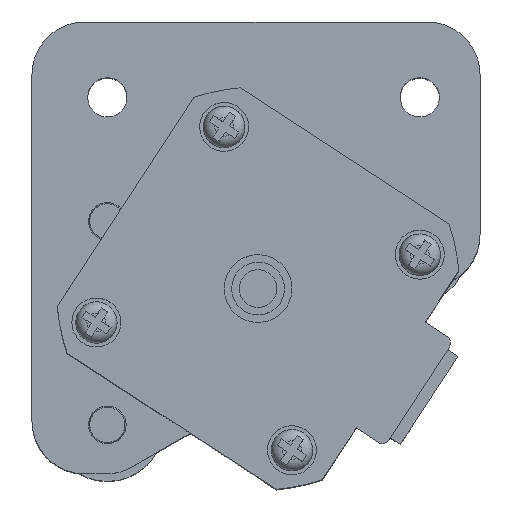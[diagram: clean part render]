
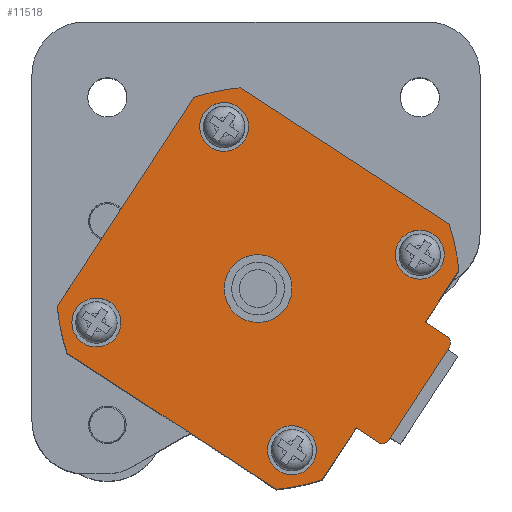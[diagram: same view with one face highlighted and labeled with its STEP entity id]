
A CAD part, top view. The second image highlights one B-rep face of the part: STEP entity #11518.
In plain terms, the highlighted face is planar.
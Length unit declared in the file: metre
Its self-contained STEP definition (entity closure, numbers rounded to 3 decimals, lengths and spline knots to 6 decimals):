
#601=LINE('',#18739,#1492);
#616=LINE('',#18775,#1507);
#627=LINE('',#18801,#1518);
#648=LINE('',#18893,#1539);
#651=LINE('',#18899,#1542);
#653=LINE('',#18905,#1544);
#844=LINE('',#19658,#1735);
#845=LINE('',#19659,#1736);
#1492=VECTOR('',#14916,1.);
#1507=VECTOR('',#14943,1.);
#1518=VECTOR('',#14962,1.);
#1539=VECTOR('',#15073,1.);
#1542=VECTOR('',#15078,1.);
#1544=VECTOR('',#15086,1.);
#1735=VECTOR('',#15611,1.);
#1736=VECTOR('',#15612,1.);
#4396=ORIENTED_EDGE('',*,*,#6650,.T.);
#4397=ORIENTED_EDGE('',*,*,#6348,.T.);
#4398=ORIENTED_EDGE('',*,*,#6244,.T.);
#4399=ORIENTED_EDGE('',*,*,#6296,.T.);
#4400=ORIENTED_EDGE('',*,*,#6400,.T.);
#4401=ORIENTED_EDGE('',*,*,#6241,.F.);
#4402=ORIENTED_EDGE('',*,*,#6233,.F.);
#4403=ORIENTED_EDGE('',*,*,#6237,.F.);
#4404=ORIENTED_EDGE('',*,*,#6236,.T.);
#4405=ORIENTED_EDGE('',*,*,#6527,.T.);
#4406=ORIENTED_EDGE('',*,*,#6219,.T.);
#4407=ORIENTED_EDGE('',*,*,#6175,.T.);
#4408=ORIENTED_EDGE('',*,*,#6222,.T.);
#4409=ORIENTED_EDGE('',*,*,#6188,.T.);
#4410=ORIENTED_EDGE('',*,*,#6214,.T.);
#4411=ORIENTED_EDGE('',*,*,#6157,.T.);
#4412=ORIENTED_EDGE('',*,*,#6217,.T.);
#4413=ORIENTED_EDGE('',*,*,#6526,.T.);
#4414=ORIENTED_EDGE('',*,*,#6239,.F.);
#6157=EDGE_CURVE('',#7611,#7610,#601,.T.);
#6175=EDGE_CURVE('',#7626,#7625,#616,.T.);
#6188=EDGE_CURVE('',#7637,#7636,#627,.T.);
#6214=EDGE_CURVE('',#7636,#7611,#8520,.T.);
#6217=EDGE_CURVE('',#7610,#7652,#8522,.T.);
#6219=EDGE_CURVE('',#7654,#7626,#8524,.T.);
#6222=EDGE_CURVE('',#7625,#7637,#8526,.T.);
#6233=EDGE_CURVE('',#7662,#7661,#648,.T.);
#6236=EDGE_CURVE('',#7663,#7664,#651,.T.);
#6237=EDGE_CURVE('',#7663,#7662,#8529,.T.);
#6239=EDGE_CURVE('',#7665,#7666,#653,.T.);
#6241=EDGE_CURVE('',#7661,#7665,#8530,.T.);
#6244=EDGE_CURVE('',#7669,#7669,#8533,.T.);
#6296=EDGE_CURVE('',#7705,#7705,#8541,.T.);
#6348=EDGE_CURVE('',#7741,#7741,#8549,.T.);
#6400=EDGE_CURVE('',#7777,#7777,#8557,.T.);
#6526=EDGE_CURVE('',#7652,#7666,#844,.T.);
#6527=EDGE_CURVE('',#7664,#7654,#845,.T.);
#6650=EDGE_CURVE('',#7941,#7941,#8578,.T.);
#7610=VERTEX_POINT('',#18738);
#7611=VERTEX_POINT('',#18740);
#7625=VERTEX_POINT('',#18774);
#7626=VERTEX_POINT('',#18776);
#7636=VERTEX_POINT('',#18800);
#7637=VERTEX_POINT('',#18802);
#7652=VERTEX_POINT('',#18858);
#7654=VERTEX_POINT('',#18864);
#7661=VERTEX_POINT('',#18890);
#7662=VERTEX_POINT('',#18892);
#7663=VERTEX_POINT('',#18896);
#7664=VERTEX_POINT('',#18898);
#7665=VERTEX_POINT('',#18904);
#7666=VERTEX_POINT('',#18906);
#7669=VERTEX_POINT('',#18917);
#7705=VERTEX_POINT('',#19062);
#7741=VERTEX_POINT('',#19207);
#7777=VERTEX_POINT('',#19352);
#7941=VERTEX_POINT('',#19915);
#8520=CIRCLE('',#13036,0.02675);
#8522=CIRCLE('',#13039,0.02675);
#8524=CIRCLE('',#13042,0.02675);
#8526=CIRCLE('',#13045,0.02675);
#8529=CIRCLE('',#13056,0.001);
#8530=CIRCLE('',#13059,0.001);
#8533=CIRCLE('',#13064,0.00325);
#8541=CIRCLE('',#13093,0.00325);
#8549=CIRCLE('',#13122,0.00325);
#8557=CIRCLE('',#13151,0.00325);
#8578=CIRCLE('',#13285,0.0045);
#9500=EDGE_LOOP('',(#4396));
#9501=EDGE_LOOP('',(#4397));
#9502=EDGE_LOOP('',(#4398));
#9503=EDGE_LOOP('',(#4399));
#9504=EDGE_LOOP('',(#4400));
#9505=EDGE_LOOP('',(#4401,#4402,#4403,#4404,#4405,#4406,#4407,#4408,#4409,
#4410,#4411,#4412,#4413,#4414));
#10390=FACE_BOUND('',#9500,.T.);
#10391=FACE_BOUND('',#9501,.T.);
#10392=FACE_BOUND('',#9502,.T.);
#10393=FACE_BOUND('',#9503,.T.);
#10394=FACE_BOUND('',#9504,.T.);
#10395=FACE_BOUND('',#9505,.T.);
#11068=PLANE('',#13284);
#11518=ADVANCED_FACE('',(#10390,#10391,#10392,#10393,#10394,#10395),#11068,
 .T.);
#13036=AXIS2_PLACEMENT_3D('',#18853,#15027,#15028);
#13039=AXIS2_PLACEMENT_3D('',#18859,#15034,#15035);
#13042=AXIS2_PLACEMENT_3D('',#18863,#15040,#15041);
#13045=AXIS2_PLACEMENT_3D('',#18868,#15047,#15048);
#13056=AXIS2_PLACEMENT_3D('',#18901,#15081,#15082);
#13059=AXIS2_PLACEMENT_3D('',#18909,#15090,#15091);
#13064=AXIS2_PLACEMENT_3D('',#18916,#15100,#15101);
#13093=AXIS2_PLACEMENT_3D('',#19061,#15190,#15191);
#13122=AXIS2_PLACEMENT_3D('',#19206,#15280,#15281);
#13151=AXIS2_PLACEMENT_3D('',#19351,#15370,#15371);
#13284=AXIS2_PLACEMENT_3D('',#19913,#15853,#15854);
#13285=AXIS2_PLACEMENT_3D('',#19914,#15855,#15856);
#14916=DIRECTION('',(0.,-1.,0.));
#14943=DIRECTION('',(0.,1.,0.));
#14962=DIRECTION('',(1.,0.,0.));
#15027=DIRECTION('',(0.,0.,-1.));
#15028=DIRECTION('',(1.,0.,0.));
#15034=DIRECTION('',(0.,0.,-1.));
#15035=DIRECTION('',(1.,0.,0.));
#15040=DIRECTION('',(0.,0.,-1.));
#15041=DIRECTION('',(1.,0.,0.));
#15047=DIRECTION('',(0.,0.,-1.));
#15048=DIRECTION('',(1.,0.,0.));
#15073=DIRECTION('',(1.,0.,0.));
#15078=DIRECTION('',(0.,1.,0.));
#15081=DIRECTION('',(0.,0.,1.));
#15082=DIRECTION('',(-0.707,-0.707,0.));
#15086=DIRECTION('',(0.,1.,0.));
#15090=DIRECTION('',(0.,0.,1.));
#15091=DIRECTION('',(0.707,-0.707,0.));
#15100=DIRECTION('',(0.,0.,1.));
#15101=DIRECTION('',(1.,0.,0.));
#15190=DIRECTION('',(0.,0.,1.));
#15191=DIRECTION('',(0.,1.,0.));
#15280=DIRECTION('',(0.,0.,1.));
#15281=DIRECTION('',(-1.,0.,0.));
#15370=DIRECTION('',(0.,0.,1.));
#15371=DIRECTION('',(0.,-1.,0.));
#15611=DIRECTION('',(-1.,0.,0.));
#15612=DIRECTION('',(-1.,0.,0.));
#15853=DIRECTION('',(0.,0.,-1.));
#15854=DIRECTION('',(-1.,0.,0.));
#15855=DIRECTION('',(0.,0.,1.));
#15856=DIRECTION('',(-1.,0.,0.));
#18738=CARTESIAN_POINT('',(0.021,-0.01657,-0.048));
#18739=CARTESIAN_POINT('',(0.021,0.008285,-0.048));
#18740=CARTESIAN_POINT('',(0.021,0.01657,-0.048));
#18774=CARTESIAN_POINT('',(-0.021,0.01657,-0.048));
#18775=CARTESIAN_POINT('',(-0.021,-0.008285,-0.048));
#18776=CARTESIAN_POINT('',(-0.021,-0.01657,-0.048));
#18800=CARTESIAN_POINT('',(0.01657,0.021,-0.048));
#18801=CARTESIAN_POINT('',(-0.008285,0.021,-0.048));
#18802=CARTESIAN_POINT('',(-0.01657,0.021,-0.048));
#18853=CARTESIAN_POINT('',(0.,0.,-0.048));
#18858=CARTESIAN_POINT('',(0.01657,-0.021,-0.048));
#18859=CARTESIAN_POINT('',(0.,0.,-0.048));
#18863=CARTESIAN_POINT('',(0.,0.,-0.048));
#18864=CARTESIAN_POINT('',(-0.01657,-0.021,-0.048));
#18868=CARTESIAN_POINT('',(0.,0.,-0.048));
#18890=CARTESIAN_POINT('',(0.007375,-0.0255,-0.048));
#18892=CARTESIAN_POINT('',(-0.007375,-0.0255,-0.048));
#18893=CARTESIAN_POINT('',(-0.008375,-0.0255,-0.048));
#18896=CARTESIAN_POINT('',(-0.008375,-0.0245,-0.048));
#18898=CARTESIAN_POINT('',(-0.008375,-0.021,-0.048));
#18899=CARTESIAN_POINT('',(-0.008375,-0.0255,-0.048));
#18901=CARTESIAN_POINT('',(-0.007375,-0.0245,-0.048));
#18904=CARTESIAN_POINT('',(0.008375,-0.0245,-0.048));
#18905=CARTESIAN_POINT('',(0.008375,-0.0255,-0.048));
#18906=CARTESIAN_POINT('',(0.008375,-0.021,-0.048));
#18909=CARTESIAN_POINT('',(0.007375,-0.0245,-0.048));
#18916=CARTESIAN_POINT('',(0.0155,0.0155,-0.048));
#18917=CARTESIAN_POINT('',(0.01875,0.0155,-0.048));
#19061=CARTESIAN_POINT('',(-0.0155,0.0155,-0.048));
#19062=CARTESIAN_POINT('',(-0.0155,0.01875,-0.048));
#19206=CARTESIAN_POINT('',(-0.0155,-0.0155,-0.048));
#19207=CARTESIAN_POINT('',(-0.01875,-0.0155,-0.048));
#19351=CARTESIAN_POINT('',(0.0155,-0.0155,-0.048));
#19352=CARTESIAN_POINT('',(0.0155,-0.01875,-0.048));
#19658=CARTESIAN_POINT('',(0.008285,-0.021,-0.048));
#19659=CARTESIAN_POINT('',(0.008285,-0.021,-0.048));
#19913=CARTESIAN_POINT('',(0.,0.,-0.048));
#19914=CARTESIAN_POINT('',(0.,0.,-0.048));
#19915=CARTESIAN_POINT('',(-0.0045,0.,-0.048));
